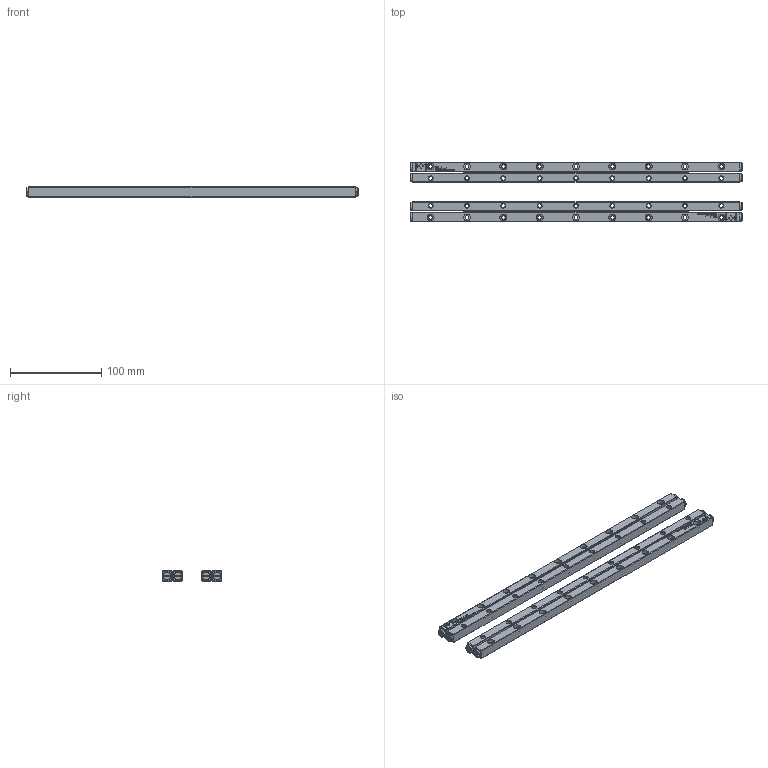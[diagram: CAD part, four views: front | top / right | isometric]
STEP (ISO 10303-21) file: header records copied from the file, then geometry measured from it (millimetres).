
FILE_DESCRIPTION(/* description */ (''),/* implementation_level */ '2;1');
FILE_NAME(/* name */ 'Set RSD-4360x35AA_stp_stp.stp',/* time_stamp */ '2025-05-21T16:26:54+02:00',/* author */ (''),/* organization */ (''),/* preprocessor_version */ 'ST-DEVELOPER v16.7',/* originating_system */ 'SIEMENS PLM Software NX 12.0',/* authorisation */ '');
FILE_SCHEMA (('AUTOMOTIVE_DESIGN { 1 0 10303 214 3 1 1 1 }'));
Products named in the file (1): Set RSD-4360x35AA_stp_stp
Bounding box: 364.68 x 65 x 11 mm (x, y, z)
Volume: 147646.8 mm3; surface area: 84087.2 mm2
Topology: 84 solids, 84 shells, 4034 faces, 10272 edges, 6590 vertices
Faces by surface type: plane 2300, cylinder 1158, bspline 360, cone 216
Full cylindrical faces by diameter (mm): 2.6 x8, 3 x8, 3.2 x8, 4 x70, 4.2 x36, 7.5 x36, 9 x8
Entity records: 148884 total; most frequent: CARTESIAN_POINT 25399, ORIENTED_EDGE 19600, DIRECTION 18946, EDGE_CURVE 9800, VERTEX_POINT 6500, LINE 6500, VECTOR 6500, AXIS2_PLACEMENT_3D 6223
